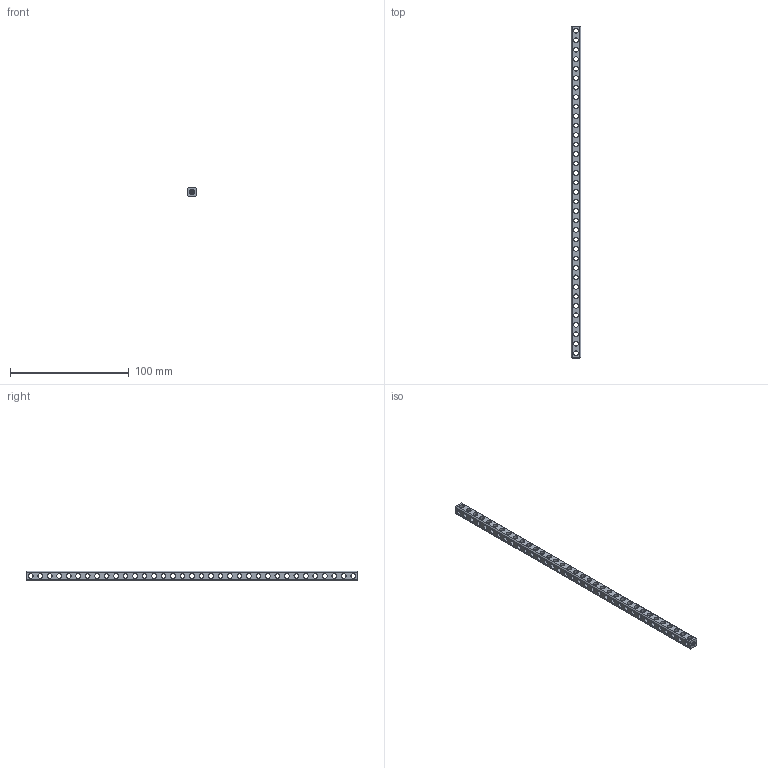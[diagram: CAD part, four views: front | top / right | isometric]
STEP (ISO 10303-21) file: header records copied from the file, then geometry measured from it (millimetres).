
FILE_DESCRIPTION( ( '' ), ' ' );
FILE_NAME( '5a2ac6ab72ac810ef6302d49.step', '2017-12-08T17:06:52', ( '' ), ( '' ), ' ', ' ', ' ' );
FILE_SCHEMA( ( 'AUTOMOTIVE_DESIGN { 1 0 10303 214 1 1 1 1 }' ) );
Length unit declared in the file: metre
Products named in the file (1): 1119-0035-0280
Bounding box: 8 x 280 x 8 mm (x, y, z)
Volume: 11741.1 mm3; surface area: 11615.1 mm2
Topology: 1 solids, 1 shells, 224 faces, 974 edges, 676 vertices
Faces by surface type: cylinder 190, bspline 26, plane 6, cone 2
Full cylindrical faces by diameter (mm): 4 x140
Entity records: 14343 total; most frequent: CARTESIAN_POINT 5184, ORIENTED_EDGE 1668, DIRECTION 1388, EDGE_CURVE 834, AXIS2_PLACEMENT_3D 685, VERTEX_POINT 676, EDGE_LOOP 506, FACE_OUTER_BOUND 364
